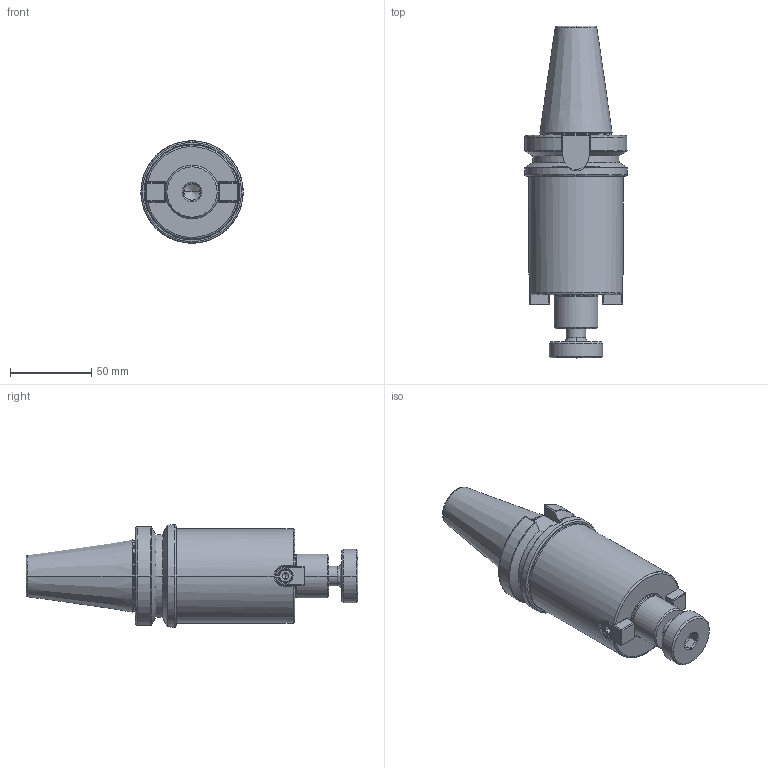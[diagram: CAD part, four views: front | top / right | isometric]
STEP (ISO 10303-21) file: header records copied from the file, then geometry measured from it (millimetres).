
FILE_DESCRIPTION (( 'STEP AP203' ), '1' );
FILE_NAME ('BT40-FMB27-100.STEP', '2021-01-11T02:06:07', ( '微软用户' ), ( '微软中国' ), 'SwSTEP 2.0', 'SolidWorks 2016', '' );
FILE_SCHEMA (( 'CONFIG_CONTROL_DESIGN' ));
Length unit declared in the file: millimetre
Products named in the file (5): hexagon socket head cap screws gb_GB_FASTENER_SCREWS_HSHCS M5X12-N; BT40-FMB27-100; FMB27圉埴; FMB27-M12内六角大圆柱头紧固螺钉
Assembly tree (6 placements, depth 2):
  BT40-FMB27-100
    BT40-FMB27-100
    FMB27圉埴  x2
    FMB27-M12内六角大圆柱头紧固螺钉
    hexagon socket head cap screws gb_GB_FASTENER_SCREWS_HSHCS M5X12-N  x2
Bounding box: 63 x 204.4 x 63 mm (x, y, z)
Volume: 334467.1 mm3; surface area: 45973.7 mm2
Topology: 6 solids, 6 shells, 278 faces, 654 edges, 390 vertices
Faces by surface type: plane 117, cone 61, cylinder 56, bspline 34, torus 10
Entity records: 10734 total; most frequent: CARTESIAN_POINT 5171, ORIENTED_EDGE 1056, DIRECTION 1017, EDGE_CURVE 528, AXIS2_PLACEMENT_3D 389, VERTEX_POINT 325, EDGE_LOOP 243, LINE 239
